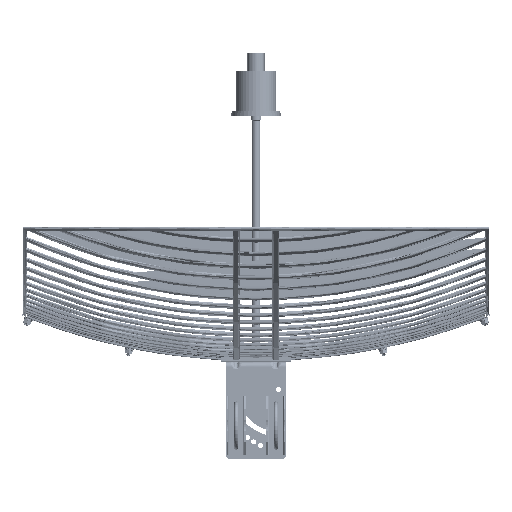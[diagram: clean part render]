
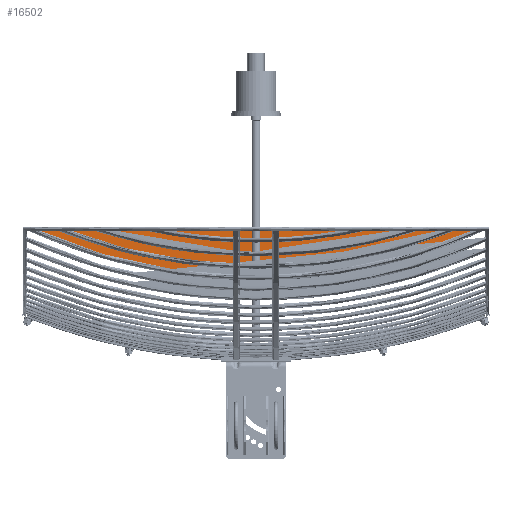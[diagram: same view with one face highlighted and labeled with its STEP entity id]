
A CAD part, left-side view. The second image highlights one B-rep face of the part: STEP entity #16502.
In plain terms, the highlighted planar face has unit normal (-1, 0, 0).
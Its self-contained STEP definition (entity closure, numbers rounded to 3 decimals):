
#15909 = VERTEX_POINT ( 'NONE', #27561 ) ;
#16021 = EDGE_CURVE ( 'NONE', #15909, #16282, #27884, .T. ) ;
#16039 = VERTEX_POINT ( 'NONE', #27895 ) ;
#16268 = EDGE_LOOP ( 'NONE', ( #16499, #16442, #16487, #16628 ) ) ;
#16273 = VERTEX_POINT ( 'NONE', #28647 ) ;
#16282 = VERTEX_POINT ( 'NONE', #28651 ) ;
#16439 = EDGE_CURVE ( 'NONE', #16039, #16273, #29046, .T. ) ;
#16442 = ORIENTED_EDGE ( 'NONE', *, *, #16446, .F. ) ;
#16446 = EDGE_CURVE ( 'NONE', #16282, #16039, #29051, .T. ) ;
#16480 = EDGE_CURVE ( 'NONE', #15909, #16273, #29062, .T. ) ;
#16487 = ORIENTED_EDGE ( 'NONE', *, *, #16021, .F. ) ;
#16499 = ORIENTED_EDGE ( 'NONE', *, *, #16439, .F. ) ;
#16502 = ADVANCED_FACE ( 'NONE', ( #29160 ), #29141, .F. ) ;
#16628 = ORIENTED_EDGE ( 'NONE', *, *, #16480, .T. ) ;
#27561 = CARTESIAN_POINT ( 'NONE',  ( 15.359, -23.348, -24.112 ) ) ;
#27877 = CARTESIAN_POINT ( 'NONE',  ( 15.359, 0.189, -24.098 ) ) ;
#27878 = CARTESIAN_POINT ( 'NONE',  ( 15.359, -7.389, -27.667 ) ) ;
#27879 = CARTESIAN_POINT ( 'NONE',  ( 15.359, -15.766, -27.672 ) ) ;
#27880 = CARTESIAN_POINT ( 'NONE',  ( 15.359, -23.348, -24.112 ) ) ;
#27884 =( BOUNDED_CURVE ( )  B_SPLINE_CURVE ( 3, ( #27880, #27879, #27878, #27877 ),
 .UNSPECIFIED., .F., .F. ) 
 B_SPLINE_CURVE_WITH_KNOTS ( ( 4, 4 ),
 ( 0., 1. ),
 .UNSPECIFIED. ) 
 CURVE ( )  GEOMETRIC_REPRESENTATION_ITEM ( )  RATIONAL_B_SPLINE_CURVE ( ( 1., 0.937, 0.937, 1. ) ) 
 REPRESENTATION_ITEM ( '' )  );
#27895 = CARTESIAN_POINT ( 'NONE',  ( 15.359, 0.154, -24.098 ) ) ;
#28647 = CARTESIAN_POINT ( 'NONE',  ( 15.359, -23.343, -24.098 ) ) ;
#28651 = CARTESIAN_POINT ( 'NONE',  ( 15.359, 0.189, -24.098 ) ) ;
#29036 = DIRECTION ( 'NONE',  ( 0., -1., 0. ) ) ;
#29037 = VECTOR ( 'NONE', #29036, 39.37 ) ;
#29038 = CARTESIAN_POINT ( 'NONE',  ( 15.359, -11.594, -24.098 ) ) ;
#29041 = CARTESIAN_POINT ( 'NONE',  ( 15.359, -23.343, -24.098 ) ) ;
#29043 = CARTESIAN_POINT ( 'NONE',  ( 15.359, -15.774, -27.651 ) ) ;
#29044 = CARTESIAN_POINT ( 'NONE',  ( 15.359, -7.414, -27.651 ) ) ;
#29045 = CARTESIAN_POINT ( 'NONE',  ( 15.359, 0.154, -24.098 ) ) ;
#29046 =( BOUNDED_CURVE ( )  B_SPLINE_CURVE ( 3, ( #29045, #29044, #29043, #29041 ),
 .UNSPECIFIED., .F., .T. ) 
 B_SPLINE_CURVE_WITH_KNOTS ( ( 4, 4 ),
 ( 0., 1. ),
 .UNSPECIFIED. ) 
 CURVE ( )  GEOMETRIC_REPRESENTATION_ITEM ( )  RATIONAL_B_SPLINE_CURVE ( ( 1., 0.937, 0.937, 1. ) ) 
 REPRESENTATION_ITEM ( '' )  );
#29051 = LINE ( 'NONE', #29038, #29037 ) ;
#29061 = CARTESIAN_POINT ( 'NONE',  ( 15.359, -23.348, -24.112 ) ) ;
#29062 = LINE ( 'NONE', #29061, #29126 ) ;
#29125 = DIRECTION ( 'NONE',  ( 0., 0.374, 0.927 ) ) ;
#29126 = VECTOR ( 'NONE', #29125, 39.37 ) ;
#29135 = CARTESIAN_POINT ( 'NONE',  ( 15.359, -11.594, -27.45 ) ) ;
#29137 = AXIS2_PLACEMENT_3D ( 'NONE', #29135, #29199, #29198 ) ;
#29141 = PLANE ( 'NONE',  #29137 ) ;
#29160 = FACE_OUTER_BOUND ( 'NONE', #16268, .T. ) ;
#29198 = DIRECTION ( 'NONE',  ( 0., 0., -1. ) ) ;
#29199 = DIRECTION ( 'NONE',  ( 1., 0., 0. ) ) ;
